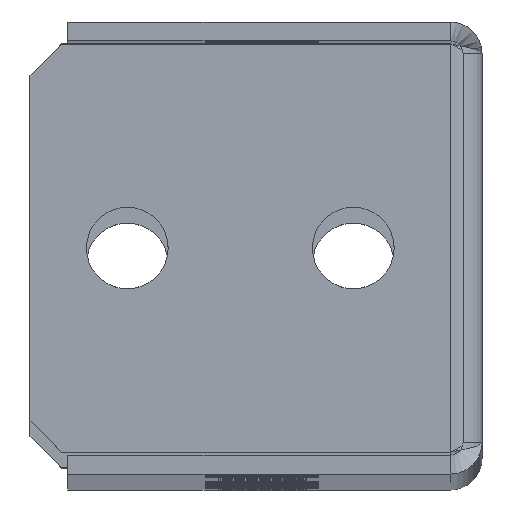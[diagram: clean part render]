
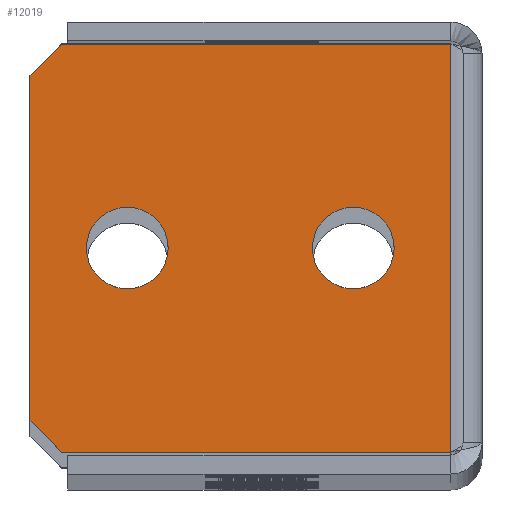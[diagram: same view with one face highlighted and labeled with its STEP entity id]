
A CAD part, top view. The second image highlights one B-rep face of the part: STEP entity #12019.
In plain terms, the highlighted planar face has unit normal (0, 0, 1).
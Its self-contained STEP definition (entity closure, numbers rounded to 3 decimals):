
#212 = VERTEX_POINT ( 'NONE', #8943 ) ;
#539 = CARTESIAN_POINT ( 'NONE',  ( 30.5, -1.75, 726.5 ) ) ;
#604 = CARTESIAN_POINT ( 'NONE',  ( 0., 0., 726.5 ) ) ;
#1212 = CARTESIAN_POINT ( 'NONE',  ( 19.5, -18., 726.5 ) ) ;
#1604 = DIRECTION ( 'NONE',  ( -1., 0., 0. ) ) ;
#1631 = CARTESIAN_POINT ( 'NONE',  ( -0.5, -1.75, 726.5 ) ) ;
#2153 = VECTOR ( 'NONE', #10069, 1000. ) ;
#2261 = CARTESIAN_POINT ( 'NONE',  ( 30.5, -33.5, 726.5 ) ) ;
#2491 = EDGE_CURVE ( 'NONE', #4669, #5522, #7393, .T. ) ;
#2576 = VERTEX_POINT ( 'NONE', #1631 ) ;
#2670 = LINE ( 'NONE', #6788, #13539 ) ;
#2738 = ORIENTED_EDGE ( 'NONE', *, *, #5691, .T. ) ;
#2764 = CARTESIAN_POINT ( 'NONE',  ( -3., 0., 726.5 ) ) ;
#2896 = ORIENTED_EDGE ( 'NONE', *, *, #13200, .T. ) ;
#3046 = CARTESIAN_POINT ( 'NONE',  ( -3., -4.25, 726.5 ) ) ;
#3284 = CARTESIAN_POINT ( 'NONE',  ( 30.5, -34.25, 726.5 ) ) ;
#3292 = DIRECTION ( 'NONE',  ( 0., -1., 0. ) ) ;
#3620 = VERTEX_POINT ( 'NONE', #1212 ) ;
#3646 = CARTESIAN_POINT ( 'NONE',  ( -17.375, -17.375, 726.5 ) ) ;
#3721 = FACE_OUTER_BOUND ( 'NONE', #7820, .T. ) ;
#3860 = ORIENTED_EDGE ( 'NONE', *, *, #9579, .T. ) ;
#4167 = EDGE_CURVE ( 'NONE', #9185, #9185, #6071, .T. ) ;
#4228 = CARTESIAN_POINT ( 'NONE',  ( 1.5, -18., 726.5 ) ) ;
#4295 = VECTOR ( 'NONE', #4709, 1000. ) ;
#4356 = CARTESIAN_POINT ( 'NONE',  ( -0.5, -34.25, 726.5 ) ) ;
#4486 = CARTESIAN_POINT ( 'NONE',  ( -3., -31.75, 726.5 ) ) ;
#4669 = VERTEX_POINT ( 'NONE', #10117 ) ;
#4675 = DIRECTION ( 'NONE',  ( 0.707, -0.707, 0. ) ) ;
#4709 = DIRECTION ( 'NONE',  ( -1., 0., 0. ) ) ;
#4825 = ORIENTED_EDGE ( 'NONE', *, *, #2491, .F. ) ;
#5522 = VERTEX_POINT ( 'NONE', #4356 ) ;
#5691 = EDGE_CURVE ( 'NONE', #212, #2576, #12678, .T. ) ;
#5747 = CARTESIAN_POINT ( 'NONE',  ( 22.75, -18., 726.5 ) ) ;
#5771 = EDGE_CURVE ( 'NONE', #3620, #3620, #12009, .T. ) ;
#5965 = ORIENTED_EDGE ( 'NONE', *, *, #4167, .T. ) ;
#6071 = CIRCLE ( 'NONE', #12261, 3.25 ) ;
#6146 = FACE_BOUND ( 'NONE', #10306, .T. ) ;
#6788 = CARTESIAN_POINT ( 'NONE',  ( 0.625, -0.625, 726.5 ) ) ;
#6801 = DIRECTION ( 'NONE',  ( -1., 0., 0. ) ) ;
#6973 = AXIS2_PLACEMENT_3D ( 'NONE', #604, #7801, #1604 ) ;
#7004 = EDGE_CURVE ( 'NONE', #212, #4669, #7277, .T. ) ;
#7277 = LINE ( 'NONE', #2261, #12612 ) ;
#7344 = VECTOR ( 'NONE', #13038, 1000. ) ;
#7366 = LINE ( 'NONE', #3646, #12695 ) ;
#7393 = LINE ( 'NONE', #3284, #4295 ) ;
#7758 = PLANE ( 'NONE',  #6973 ) ;
#7801 = DIRECTION ( 'NONE',  ( 0., 0., -1. ) ) ;
#7820 = EDGE_LOOP ( 'NONE', ( #2896, #9430, #3860, #4825, #12606, #2738 ) ) ;
#7896 = DIRECTION ( 'NONE',  ( -0.707, -0.707, 0. ) ) ;
#8424 = ORIENTED_EDGE ( 'NONE', *, *, #5771, .T. ) ;
#8600 = VERTEX_POINT ( 'NONE', #4486 ) ;
#8943 = CARTESIAN_POINT ( 'NONE',  ( 30.5, -1.75, 726.5 ) ) ;
#9185 = VERTEX_POINT ( 'NONE', #4228 ) ;
#9312 = EDGE_LOOP ( 'NONE', ( #8424 ) ) ;
#9430 = ORIENTED_EDGE ( 'NONE', *, *, #10942, .T. ) ;
#9464 = DIRECTION ( 'NONE',  ( -1., 0., 0. ) ) ;
#9495 = AXIS2_PLACEMENT_3D ( 'NONE', #5747, #13178, #6801 ) ;
#9557 = DIRECTION ( 'NONE',  ( 0., 0., -1. ) ) ;
#9579 = EDGE_CURVE ( 'NONE', #8600, #5522, #7366, .T. ) ;
#9605 = CARTESIAN_POINT ( 'NONE',  ( 4.75, -18., 726.5 ) ) ;
#10069 = DIRECTION ( 'NONE',  ( 0., -1., 0. ) ) ;
#10117 = CARTESIAN_POINT ( 'NONE',  ( 30.5, -34.25, 726.5 ) ) ;
#10146 = LINE ( 'NONE', #2764, #2153 ) ;
#10306 = EDGE_LOOP ( 'NONE', ( #5965 ) ) ;
#10615 = VERTEX_POINT ( 'NONE', #3046 ) ;
#10942 = EDGE_CURVE ( 'NONE', #10615, #8600, #10146, .T. ) ;
#11797 = FACE_BOUND ( 'NONE', #9312, .T. ) ;
#12009 = CIRCLE ( 'NONE', #9495, 3.25 ) ;
#12019 = ADVANCED_FACE ( 'NONE', ( #11797, #6146, #3721 ), #7758, .F. ) ;
#12261 = AXIS2_PLACEMENT_3D ( 'NONE', #9605, #9557, #9464 ) ;
#12606 = ORIENTED_EDGE ( 'NONE', *, *, #7004, .F. ) ;
#12612 = VECTOR ( 'NONE', #3292, 1000. ) ;
#12678 = LINE ( 'NONE', #539, #7344 ) ;
#12695 = VECTOR ( 'NONE', #4675, 1000. ) ;
#13038 = DIRECTION ( 'NONE',  ( -1., 0., 0. ) ) ;
#13178 = DIRECTION ( 'NONE',  ( 0., 0., -1. ) ) ;
#13200 = EDGE_CURVE ( 'NONE', #2576, #10615, #2670, .T. ) ;
#13539 = VECTOR ( 'NONE', #7896, 1000. ) ;
